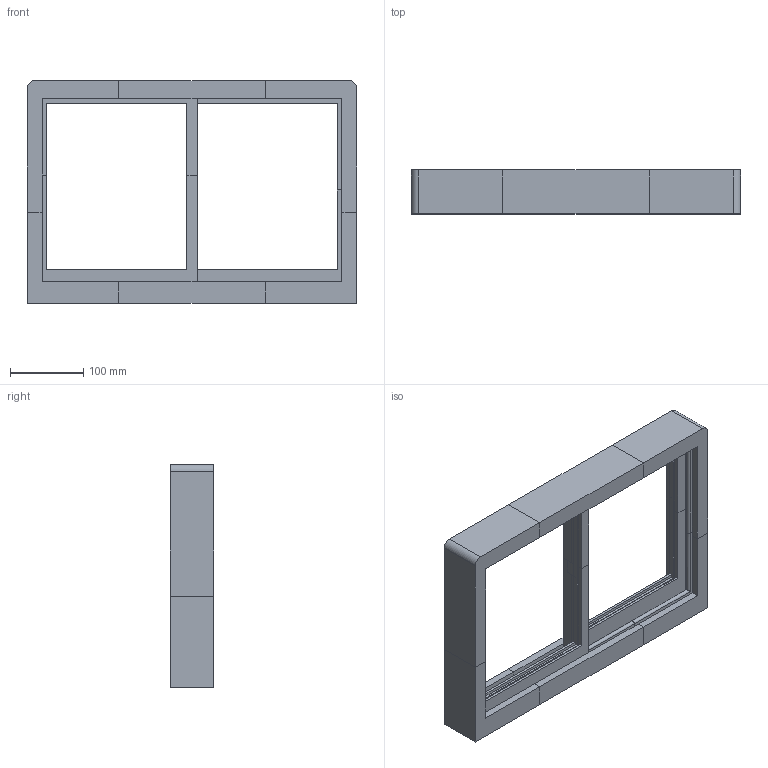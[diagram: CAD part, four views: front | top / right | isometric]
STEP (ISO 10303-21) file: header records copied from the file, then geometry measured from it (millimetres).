
FILE_DESCRIPTION(/* description */ (''),/* implementation_level */ '2;1');
FILE_NAME(/* name */ '',/* time_stamp */ '2023-10-23T13:13:32+09:00',/* author */ (''),/* organization */ (''),/* preprocessor_version */ 'ST-DEVELOPER v20',/* originating_system */ 'Autodesk Translation Framework v12.14.0.127',/* authorisation */ '');
FILE_SCHEMA (('AUTOMOTIVE_DESIGN { 1 0 10303 214 3 1 1 }'));
Length unit declared in the file: millimetre
Products named in the file (1): 창문 v6
Bounding box: 450 x 60 x 305 mm (x, y, z)
Volume: 1901225.9 mm3; surface area: 580213.4 mm2
Topology: 10 solids, 12 shells, 353 faces, 957 edges, 638 vertices
Faces by surface type: plane 331, cylinder 22
Entity records: 10935 total; most frequent: CARTESIAN_POINT 1949, ORIENTED_EDGE 1914, DIRECTION 1701, EDGE_CURVE 957, LINE 921, VECTOR 921, VERTEX_POINT 638, AXIS2_PLACEMENT_3D 390
